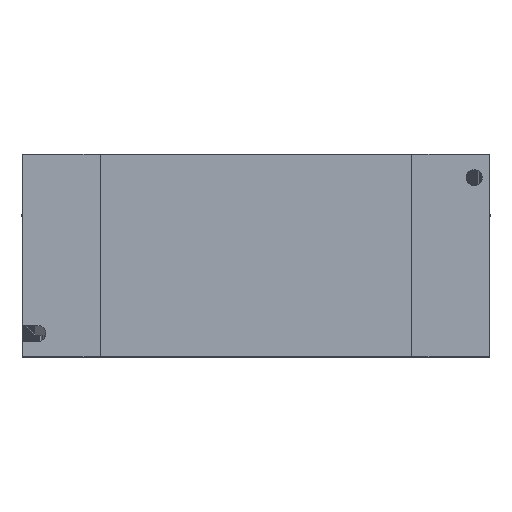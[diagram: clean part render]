
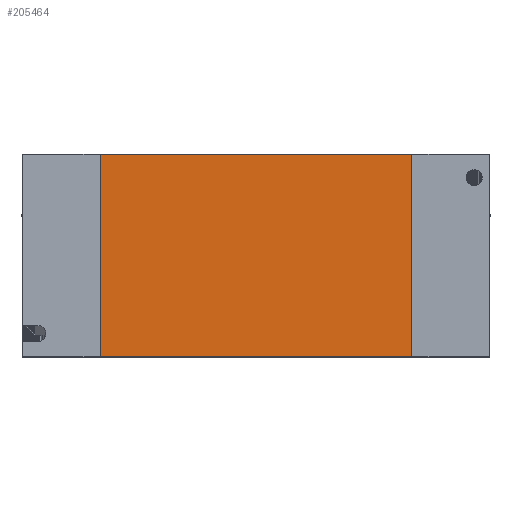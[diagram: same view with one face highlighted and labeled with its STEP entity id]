
A CAD part, top view. The second image highlights one B-rep face of the part: STEP entity #205464.
In plain terms, the highlighted planar face has unit normal (0, 0, 1).
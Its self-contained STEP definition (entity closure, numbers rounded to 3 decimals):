
#3271 = EDGE_CURVE ( 'NONE', #283257, #178741, #160389, .T. ) ;
#3621 = LINE ( 'NONE', #263678, #265490 ) ;
#10945 = DIRECTION ( 'NONE',  ( 0., 1., 0. ) ) ;
#11297 = CARTESIAN_POINT ( 'NONE',  ( -165.073, 35.156, 235.8 ) ) ;
#22257 = DIRECTION ( 'NONE',  ( -1., 0., 0. ) ) ;
#35948 = CARTESIAN_POINT ( 'NONE',  ( -165.073, 35.156, 235.8 ) ) ;
#37061 = DIRECTION ( 'NONE',  ( -1., 0., 0. ) ) ;
#61875 = DIRECTION ( 'NONE',  ( 0., 0., -1. ) ) ;
#69708 = EDGE_CURVE ( 'NONE', #178741, #256168, #3621, .T. ) ;
#82657 = DIRECTION ( 'NONE',  ( 0., 1., 0. ) ) ;
#103309 = CARTESIAN_POINT ( 'NONE',  ( -165.073, 100.156, 235.8 ) ) ;
#118680 = VERTEX_POINT ( 'NONE', #279427 ) ;
#136450 = VECTOR ( 'NONE', #82657, 1000. ) ;
#144608 = ORIENTED_EDGE ( 'NONE', *, *, #217967, .T. ) ;
#145612 = EDGE_LOOP ( 'NONE', ( #144608, #155885, #241873, #226384 ) ) ;
#152455 = VECTOR ( 'NONE', #37061, 1000. ) ;
#155070 = AXIS2_PLACEMENT_3D ( 'NONE', #213858, #61875, #239261 ) ;
#155885 = ORIENTED_EDGE ( 'NONE', *, *, #69708, .F. ) ;
#160389 = LINE ( 'NONE', #35948, #152455 ) ;
#178741 = VERTEX_POINT ( 'NONE', #11297 ) ;
#198249 = CARTESIAN_POINT ( 'NONE',  ( -65.073, 35.156, 235.8 ) ) ;
#203866 = LINE ( 'NONE', #310883, #136450 ) ;
#205464 = ADVANCED_FACE ( 'NONE', ( #304957 ), #238188, .F. ) ;
#213858 = CARTESIAN_POINT ( 'NONE',  ( -165.073, 35.156, 235.8 ) ) ;
#217967 = EDGE_CURVE ( 'NONE', #118680, #256168, #326295, .T. ) ;
#226384 = ORIENTED_EDGE ( 'NONE', *, *, #296910, .T. ) ;
#238188 = PLANE ( 'NONE',  #155070 ) ;
#239261 = DIRECTION ( 'NONE',  ( -1., 0., 0. ) ) ;
#241873 = ORIENTED_EDGE ( 'NONE', *, *, #3271, .F. ) ;
#256168 = VERTEX_POINT ( 'NONE', #103309 ) ;
#258971 = VECTOR ( 'NONE', #22257, 1000. ) ;
#263678 = CARTESIAN_POINT ( 'NONE',  ( -165.073, 35.156, 235.8 ) ) ;
#265490 = VECTOR ( 'NONE', #10945, 1000. ) ;
#279427 = CARTESIAN_POINT ( 'NONE',  ( -65.073, 100.156, 235.8 ) ) ;
#283257 = VERTEX_POINT ( 'NONE', #198249 ) ;
#296910 = EDGE_CURVE ( 'NONE', #283257, #118680, #203866, .T. ) ;
#304957 = FACE_OUTER_BOUND ( 'NONE', #145612, .T. ) ;
#310883 = CARTESIAN_POINT ( 'NONE',  ( -65.073, 35.156, 235.8 ) ) ;
#325801 = CARTESIAN_POINT ( 'NONE',  ( -165.073, 100.156, 235.8 ) ) ;
#326295 = LINE ( 'NONE', #325801, #258971 ) ;
